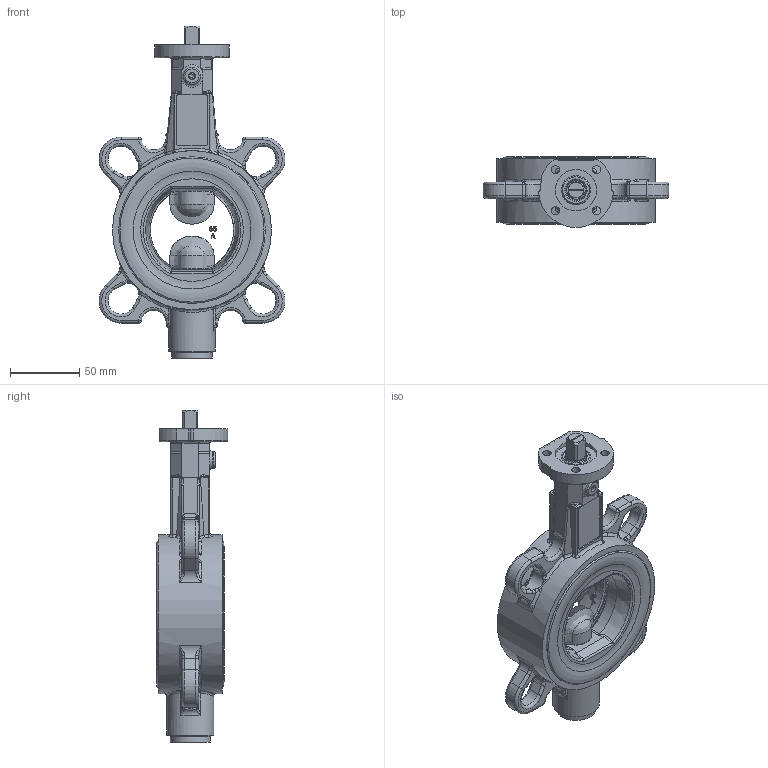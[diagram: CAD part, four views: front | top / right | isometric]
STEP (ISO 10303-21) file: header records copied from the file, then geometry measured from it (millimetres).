
FILE_DESCRIPTION((''),'2;1');
FILE_NAME('Z011-A-GG-DN65.stp','2013-02-25T10:31:38',('hellwig'),(''),'Autodesk Inventor 2011','Autodesk Inventor 2011','');
FILE_SCHEMA(('CONFIG_CONTROL_DESIGN'));
Length unit declared in the file: millimetre
Products named in the file (1): M131_Konturvereinfachung_1
Bounding box: 134.48 x 51.48 x 240.1 mm (x, y, z)
Volume: 480640 mm3; surface area: 113108 mm2
Topology: 2 solids, 16 shells, 1047 faces, 2642 edges, 1588 vertices
Faces by surface type: bspline 367, plane 265, cylinder 209, torus 118, cone 56, sphere 32
Full cylindrical faces by diameter (mm): 4 x1, 4.917 x2, 6 x5, 11 x1, 12.2 x3, 14 x8, 14.18 x3, 14.2 x2, 20.95 x3, 21 x5, 22.376 x2, 24.3 x1, 28.9 x1, 29 x1, 30 x1, 34 x1, 78.3 x4, 100 x2, 105.8 x2, 106 x2, 115 x1
Entity records: 40539 total; most frequent: CARTESIAN_POINT 17785, ORIENTED_EDGE 4830, DIRECTION 3739, EDGE_CURVE 2415, VERTEX_POINT 1537, AXIS2_PLACEMENT_3D 1499, EDGE_LOOP 1226, FACE_OUTER_BOUND 1044
